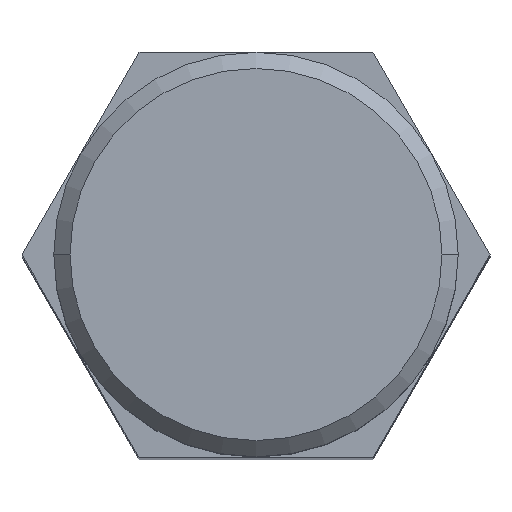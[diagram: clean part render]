
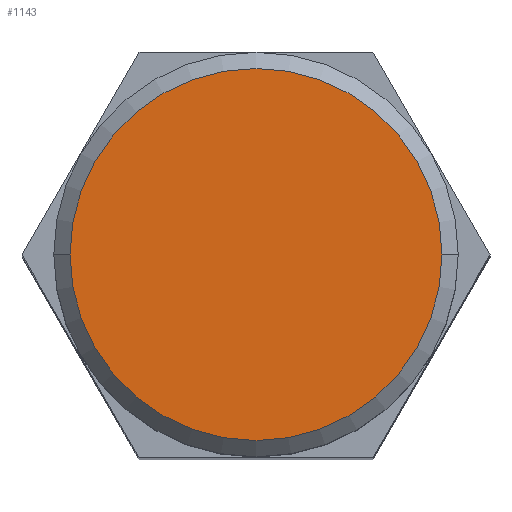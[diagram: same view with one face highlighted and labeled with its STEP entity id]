
A CAD part, top view. The second image highlights one B-rep face of the part: STEP entity #1143.
In plain terms, the highlighted planar face has unit normal (0, 0, 1).
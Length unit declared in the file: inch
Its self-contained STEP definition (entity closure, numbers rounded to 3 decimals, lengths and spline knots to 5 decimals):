
#174 = EDGE_LOOP ( 'NONE', ( #1354, #1009 ) ) ;
#200 = CARTESIAN_POINT ( 'NONE',  ( 0., 0., 1.81 ) ) ;
#221 = CIRCLE ( 'NONE', #1159, 0.2295 ) ;
#285 = CARTESIAN_POINT ( 'NONE',  ( 0., 0., 1.81 ) ) ;
#312 = DIRECTION ( 'NONE',  ( 0., 0., 1. ) ) ;
#393 = CARTESIAN_POINT ( 'NONE',  ( 0., 0., 1.81 ) ) ;
#422 = DIRECTION ( 'NONE',  ( 1., 0., 0. ) ) ;
#533 = EDGE_CURVE ( 'NONE', #801, #1201, #221, .T. ) ;
#595 = DIRECTION ( 'NONE',  ( 0., 0., 1. ) ) ;
#604 = FACE_OUTER_BOUND ( 'NONE', #174, .T. ) ;
#627 = CARTESIAN_POINT ( 'NONE',  ( 0.2295, 0., 1.81 ) ) ;
#699 = PLANE ( 'NONE',  #1056 ) ;
#755 = AXIS2_PLACEMENT_3D ( 'NONE', #200, #312, #422 ) ;
#801 = VERTEX_POINT ( 'NONE', #627 ) ;
#896 = DIRECTION ( 'NONE',  ( 1., 0., 0. ) ) ;
#910 = DIRECTION ( 'NONE',  ( 1., 0., 0. ) ) ;
#1009 = ORIENTED_EDGE ( 'NONE', *, *, #533, .T. ) ;
#1056 = AXIS2_PLACEMENT_3D ( 'NONE', #393, #595, #910 ) ;
#1143 = ADVANCED_FACE ( 'NONE', ( #604 ), #699, .T. ) ;
#1159 = AXIS2_PLACEMENT_3D ( 'NONE', #285, #1332, #896 ) ;
#1201 = VERTEX_POINT ( 'NONE', #1339 ) ;
#1251 = EDGE_CURVE ( 'NONE', #1201, #801, #1356, .T. ) ;
#1332 = DIRECTION ( 'NONE',  ( 0., 0., 1. ) ) ;
#1339 = CARTESIAN_POINT ( 'NONE',  ( -0.2295, 0., 1.81 ) ) ;
#1354 = ORIENTED_EDGE ( 'NONE', *, *, #1251, .T. ) ;
#1356 = CIRCLE ( 'NONE', #755, 0.2295 ) ;
